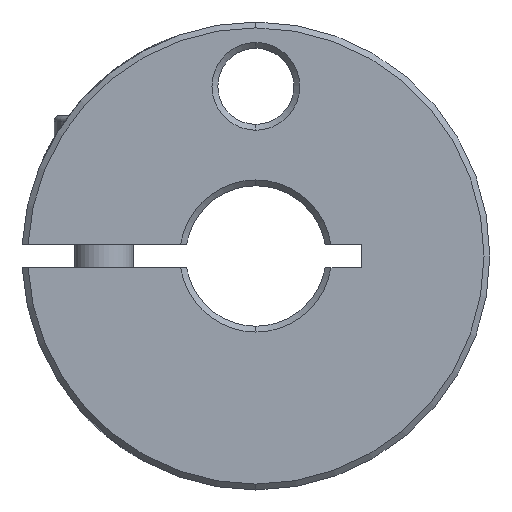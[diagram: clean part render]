
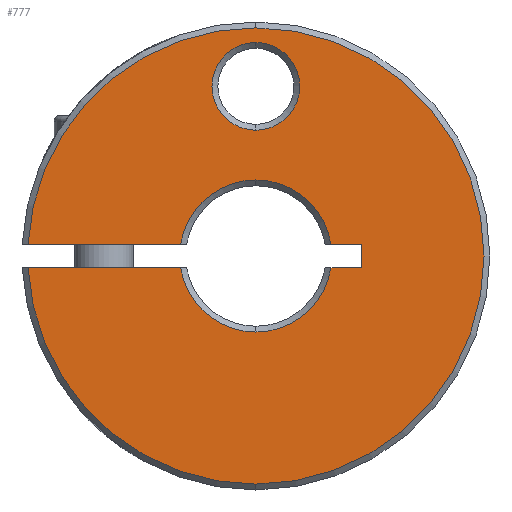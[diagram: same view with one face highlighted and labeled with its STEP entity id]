
A CAD part, front view. The second image highlights one B-rep face of the part: STEP entity #777.
In plain terms, the highlighted planar face has unit normal (0, -1, 0).
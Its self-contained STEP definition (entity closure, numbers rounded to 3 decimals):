
#377=EDGE_CURVE('',#835,#959,#1062,.T.);
#379=VERTEX_POINT('',#1064);
#421=VERTEX_POINT('',#1111);
#501=EDGE_CURVE('',#723,#541,#1199,.T.);
#509=VERTEX_POINT('',#1207);
#541=VERTEX_POINT('',#1240);
#661=VERTEX_POINT('',#1375);
#679=EDGE_CURVE('',#1023,#805,#1398,.T.);
#711=EDGE_CURVE('',#757,#509,#1436,.T.);
#723=VERTEX_POINT('',#1449);
#739=EDGE_CURVE('',#541,#379,#1466,.T.);
#745=EDGE_CURVE('',#813,#509,#1472,.T.);
#755=EDGE_CURVE('',#661,#979,#1482,.T.);
#757=VERTEX_POINT('',#1484);
#775=EDGE_CURVE('',#723,#661,#1505,.T.);
#777=ADVANCED_FACE('',(#1507,#1508),#1509,.T.);
#805=VERTEX_POINT('',#1540);
#813=VERTEX_POINT('',#1549);
#817=EDGE_CURVE('',#379,#821,#1553,.T.);
#821=VERTEX_POINT('',#1557);
#835=VERTEX_POINT('',#1573);
#909=EDGE_CURVE('',#821,#757,#1654,.T.);
#933=EDGE_CURVE('',#421,#979,#1681,.T.);
#947=EDGE_CURVE('',#959,#835,#1697,.T.);
#959=VERTEX_POINT('',#1711);
#979=VERTEX_POINT('',#1733);
#1003=EDGE_CURVE('',#1023,#813,#1758,.T.);
#1023=VERTEX_POINT('',#1783);
#1027=EDGE_CURVE('',#805,#421,#1787,.T.);
#1062=CIRCLE('',#1818,3.75);
#1064=CARTESIAN_POINT('',(0.,-12.0,-19.5));
#1111=CARTESIAN_POINT('',(9.,-12.0,-1.0));
#1199=LINE('',#2073,#2074);
#1207=CARTESIAN_POINT('',(-6.423,-12.0,1.0));
#1240=CARTESIAN_POINT('',(-19.474,-12.0,-1.0));
#1375=CARTESIAN_POINT('',(0.,-12.0,-6.5));
#1398=LINE('',#2422,#2423);
#1436=LINE('',#2479,#2480);
#1449=CARTESIAN_POINT('',(-6.423,-12.0,-1.0));
#1466=CIRCLE('',#2518,19.5);
#1472=CIRCLE('',#2535,6.5);
#1482=CIRCLE('',#2549,6.5);
#1484=CARTESIAN_POINT('',(-19.474,-12.0,1.0));
#1505=CIRCLE('',#2605,6.5);
#1507=FACE_BOUND('',#2607,.T.);
#1508=FACE_OUTER_BOUND('',#2608,.T.);
#1509=PLANE('',#2609);
#1540=CARTESIAN_POINT('',(9.,-12.0,1.0));
#1549=CARTESIAN_POINT('',(0.,-12.0,6.5));
#1553=CIRCLE('',#2669,19.5);
#1557=CARTESIAN_POINT('',(0.,-12.0,19.5));
#1573=CARTESIAN_POINT('',(0.,-12.,18.25));
#1654=CIRCLE('',#2812,19.5);
#1681=LINE('',#2885,#2886);
#1697=CIRCLE('',#2915,3.75);
#1711=CARTESIAN_POINT('',(0.,-12.0,10.75));
#1733=CARTESIAN_POINT('',(6.423,-12.0,-1.0));
#1758=CIRCLE('',#3024,6.5);
#1783=CARTESIAN_POINT('',(6.423,-12.0,1.0));
#1787=LINE('',#3057,#3058);
#1818=AXIS2_PLACEMENT_3D('',#3080,#3081,#3082);
#2073=CARTESIAN_POINT('',(4.5,-12.0,-1.0));
#2074=VECTOR('',#3237,1.0);
#2422=CARTESIAN_POINT('',(-10.0,-12.0,1.0));
#2423=VECTOR('',#3460,1.0);
#2479=CARTESIAN_POINT('',(-10.0,-12.0,1.0));
#2480=VECTOR('',#3505,1.0);
#2518=AXIS2_PLACEMENT_3D('',#3538,#3539,#3540);
#2535=AXIS2_PLACEMENT_3D('',#3541,#3542,#3543);
#2549=AXIS2_PLACEMENT_3D('',#3548,#3549,#3550);
#2605=AXIS2_PLACEMENT_3D('',#3578,#3579,#3580);
#2607=EDGE_LOOP('',(#3582,#3583));
#2608=EDGE_LOOP('',(#3584,#3585,#3586,#3587,#3588,#3589,#3590,#3591,#3592,#3593,#3594,#3595));
#2609=AXIS2_PLACEMENT_3D('',#3596,#3597,#3598);
#2669=AXIS2_PLACEMENT_3D('',#3642,#3643,#3644);
#2812=AXIS2_PLACEMENT_3D('',#3767,#3768,#3769);
#2885=CARTESIAN_POINT('',(4.5,-12.0,-1.0));
#2886=VECTOR('',#3801,1.0);
#2915=AXIS2_PLACEMENT_3D('',#3818,#3819,#3820);
#3024=AXIS2_PLACEMENT_3D('',#3877,#3878,#3879);
#3057=CARTESIAN_POINT('',(9.,-12.0,7.));
#3058=VECTOR('',#3926,1.0);
#3080=CARTESIAN_POINT('',(0.,-12.0,14.5));
#3081=DIRECTION('',(0.,1.0,0.));
#3082=DIRECTION('',(0.,0.,1.0));
#3237=DIRECTION('',(-1.0,0.,0.));
#3460=DIRECTION('',(1.0,0.,0.));
#3505=DIRECTION('',(1.0,0.,0.));
#3538=CARTESIAN_POINT('',(0.,-12.0,0.));
#3539=DIRECTION('',(0.,-1.0,0.));
#3540=DIRECTION('',(0.,0.,1.0));
#3541=CARTESIAN_POINT('',(0.,-12.0,0.));
#3542=DIRECTION('',(0.,-1.0,0.));
#3543=DIRECTION('',(0.,0.,1.0));
#3548=CARTESIAN_POINT('',(0.,-12.0,0.));
#3549=DIRECTION('',(0.,-1.0,0.));
#3550=DIRECTION('',(0.,0.,1.0));
#3578=CARTESIAN_POINT('',(0.,-12.0,0.));
#3579=DIRECTION('',(0.,-1.0,0.));
#3580=DIRECTION('',(0.,0.,1.0));
#3582=ORIENTED_EDGE('',*,*,#377,.T.);
#3583=ORIENTED_EDGE('',*,*,#947,.T.);
#3584=ORIENTED_EDGE('',*,*,#679,.T.);
#3585=ORIENTED_EDGE('',*,*,#1027,.T.);
#3586=ORIENTED_EDGE('',*,*,#933,.T.);
#3587=ORIENTED_EDGE('',*,*,#755,.F.);
#3588=ORIENTED_EDGE('',*,*,#775,.F.);
#3589=ORIENTED_EDGE('',*,*,#501,.T.);
#3590=ORIENTED_EDGE('',*,*,#739,.T.);
#3591=ORIENTED_EDGE('',*,*,#817,.T.);
#3592=ORIENTED_EDGE('',*,*,#909,.T.);
#3593=ORIENTED_EDGE('',*,*,#711,.T.);
#3594=ORIENTED_EDGE('',*,*,#745,.F.);
#3595=ORIENTED_EDGE('',*,*,#1003,.F.);
#3596=CARTESIAN_POINT('',(0.,-12.0,13.));
#3597=DIRECTION('',(0.,-1.0,0.));
#3598=DIRECTION('',(0.,0.,1.0));
#3642=CARTESIAN_POINT('',(0.,-12.0,0.));
#3643=DIRECTION('',(0.,-1.0,0.));
#3644=DIRECTION('',(0.,0.,1.0));
#3767=CARTESIAN_POINT('',(0.,-12.0,0.));
#3768=DIRECTION('',(0.,-1.0,0.));
#3769=DIRECTION('',(0.,0.,1.0));
#3801=DIRECTION('',(-1.0,0.,0.));
#3818=CARTESIAN_POINT('',(0.,-12.0,14.5));
#3819=DIRECTION('',(0.,1.0,0.));
#3820=DIRECTION('',(0.,0.,1.0));
#3877=CARTESIAN_POINT('',(0.,-12.0,0.));
#3878=DIRECTION('',(0.,-1.0,0.));
#3879=DIRECTION('',(0.,0.,1.0));
#3926=DIRECTION('',(0.,0.,-1.0));
